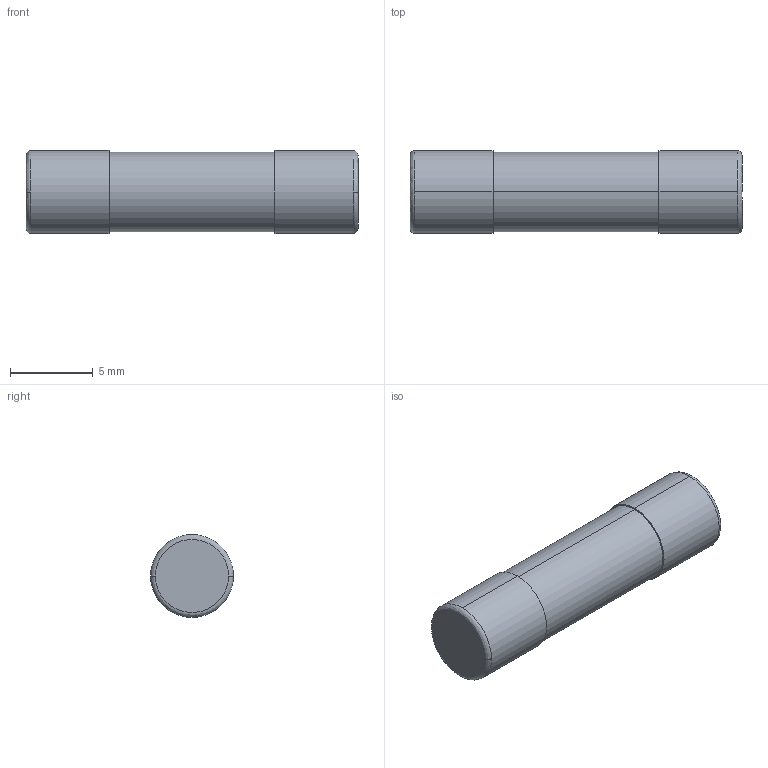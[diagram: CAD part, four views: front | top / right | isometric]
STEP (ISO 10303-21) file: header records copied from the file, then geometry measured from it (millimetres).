
FILE_DESCRIPTION (( 'STEP AP203' ), '1' );
FILE_NAME ('FUSE 977.STEP', '2015-05-25T14:26:00', ( 'admin' ), ( '' ), 'SwSTEP 2.0', 'SolidWorks 2015', '' );
FILE_SCHEMA (( 'CONFIG_CONTROL_DESIGN' ));
Length unit declared in the file: millimetre
Products named in the file (1): FUSE 977
Bounding box: 20 x 5 x 5 mm (x, y, z)
Volume: 87.7 mm3; surface area: 705.5 mm2
Topology: 1 solids, 4 shells, 32 faces, 66 edges, 44 vertices
Faces by surface type: cylinder 18, plane 10, bspline 4
Entity records: 1001 total; most frequent: CARTESIAN_POINT 215, DIRECTION 164, ORIENTED_EDGE 132, AXIS2_PLACEMENT_3D 73, EDGE_CURVE 66, CIRCLE 44, VERTEX_POINT 44, EDGE_LOOP 40
